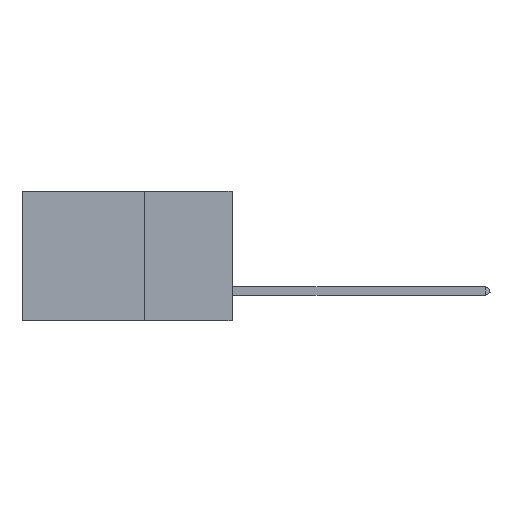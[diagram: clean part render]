
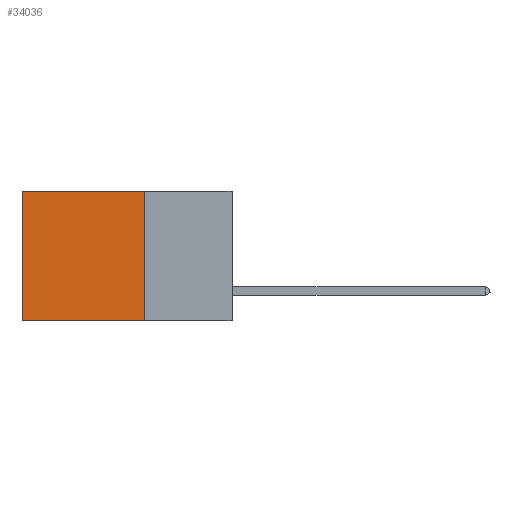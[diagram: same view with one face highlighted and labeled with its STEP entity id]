
A CAD part, left-side view. The second image highlights one B-rep face of the part: STEP entity #34036.
In plain terms, the highlighted planar face has unit normal (-1, 0, 0).
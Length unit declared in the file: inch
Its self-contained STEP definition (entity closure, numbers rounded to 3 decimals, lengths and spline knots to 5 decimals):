
#1118 = DIRECTION ( 'NONE',  ( 1., 0., 0. ) ) ;
#1420 = CARTESIAN_POINT ( 'NONE',  ( 0.2875, 0.25, 0. ) ) ;
#1938 = DIRECTION ( 'NONE',  ( 0., 0., -1. ) ) ;
#2616 = ORIENTED_EDGE ( 'NONE', *, *, #12873, .F. ) ;
#2885 = VECTOR ( 'NONE', #27086, 39.37008 ) ;
#3192 = CARTESIAN_POINT ( 'NONE',  ( 0.2875, 0.6, 0. ) ) ;
#4855 = VERTEX_POINT ( 'NONE', #38921 ) ;
#5909 = EDGE_CURVE ( 'NONE', #41977, #11443, #26724, .T. ) ;
#6714 = CARTESIAN_POINT ( 'NONE',  ( 0.2875, 0.25, -0.37 ) ) ;
#7399 = CARTESIAN_POINT ( 'NONE',  ( 0.2875, 0.25, -0.37 ) ) ;
#8264 = LINE ( 'NONE', #6714, #29566 ) ;
#8576 = ORIENTED_EDGE ( 'NONE', *, *, #5909, .F. ) ;
#11443 = VERTEX_POINT ( 'NONE', #7399 ) ;
#11543 = CARTESIAN_POINT ( 'NONE',  ( 0.2875, 0.25, 0. ) ) ;
#12873 = EDGE_CURVE ( 'NONE', #11443, #4855, #8264, .T. ) ;
#15669 = VECTOR ( 'NONE', #1938, 39.37008 ) ;
#17082 = LINE ( 'NONE', #23348, #33296 ) ;
#18289 = ORIENTED_EDGE ( 'NONE', *, *, #36776, .T. ) ;
#19583 = CARTESIAN_POINT ( 'NONE',  ( 0.2875, 0.25, 0. ) ) ;
#19680 = DIRECTION ( 'NONE',  ( 0., 1., 0. ) ) ;
#19918 = EDGE_LOOP ( 'NONE', ( #20904, #2616, #8576, #18289 ) ) ;
#20715 = DIRECTION ( 'NONE',  ( 0., 0., -1. ) ) ;
#20904 = ORIENTED_EDGE ( 'NONE', *, *, #23652, .T. ) ;
#23348 = CARTESIAN_POINT ( 'NONE',  ( 0.2875, 0.6, 0. ) ) ;
#23652 = EDGE_CURVE ( 'NONE', #33083, #4855, #17082, .T. ) ;
#24379 = PLANE ( 'NONE',  #34813 ) ;
#26654 = DIRECTION ( 'NONE',  ( 0., 0., -1. ) ) ;
#26724 = LINE ( 'NONE', #28019, #15669 ) ;
#27086 = DIRECTION ( 'NONE',  ( 0., 1., 0. ) ) ;
#28019 = CARTESIAN_POINT ( 'NONE',  ( 0.2875, 0.25, 0. ) ) ;
#29566 = VECTOR ( 'NONE', #19680, 39.37008 ) ;
#33083 = VERTEX_POINT ( 'NONE', #3192 ) ;
#33296 = VECTOR ( 'NONE', #26654, 39.37008 ) ;
#34036 = ADVANCED_FACE ( 'NONE', ( #38200 ), #24379, .F. ) ;
#34813 = AXIS2_PLACEMENT_3D ( 'NONE', #11543, #1118, #20715 ) ;
#36776 = EDGE_CURVE ( 'NONE', #41977, #33083, #39965, .T. ) ;
#38200 = FACE_OUTER_BOUND ( 'NONE', #19918, .T. ) ;
#38921 = CARTESIAN_POINT ( 'NONE',  ( 0.2875, 0.6, -0.37 ) ) ;
#39965 = LINE ( 'NONE', #1420, #2885 ) ;
#41977 = VERTEX_POINT ( 'NONE', #19583 ) ;
